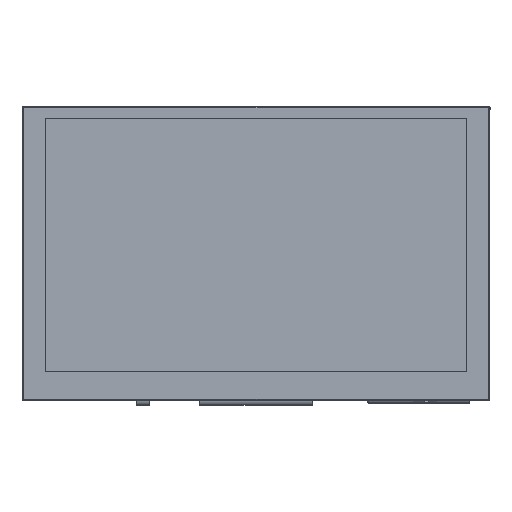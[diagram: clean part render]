
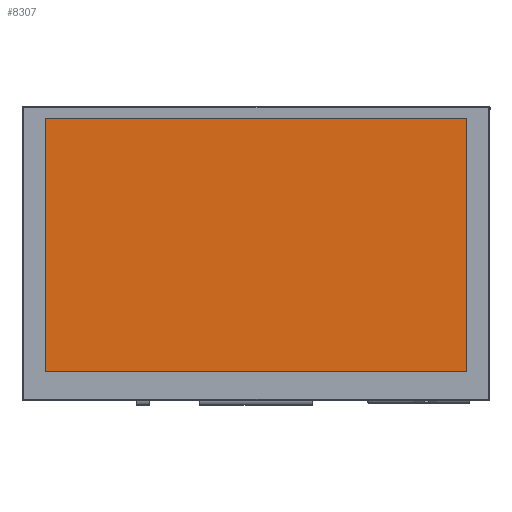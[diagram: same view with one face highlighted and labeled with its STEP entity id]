
A CAD part, top view. The second image highlights one B-rep face of the part: STEP entity #8307.
In plain terms, the highlighted planar face has unit normal (0, 0, 1).
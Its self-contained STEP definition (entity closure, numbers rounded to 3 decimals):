
#465=PLANE('',#9012);
#862=FACE_OUTER_BOUND('',#1292,.T.);
#1292=EDGE_LOOP('',(#7111,#7112,#7113,#7114));
#2128=LINE('',#12882,#3190);
#2132=LINE('',#12890,#3194);
#2135=LINE('',#12896,#3197);
#2138=LINE('',#12901,#3200);
#3190=VECTOR('',#10551,10.);
#3194=VECTOR('',#10557,10.);
#3197=VECTOR('',#10562,10.);
#3200=VECTOR('',#10567,10.);
#4163=VERTEX_POINT('',#12880);
#4164=VERTEX_POINT('',#12881);
#4167=VERTEX_POINT('',#12889);
#4169=VERTEX_POINT('',#12895);
#5188=EDGE_CURVE('',#4163,#4164,#2128,.T.);
#5192=EDGE_CURVE('',#4164,#4167,#2132,.T.);
#5195=EDGE_CURVE('',#4167,#4169,#2135,.T.);
#5198=EDGE_CURVE('',#4169,#4163,#2138,.T.);
#7111=ORIENTED_EDGE('',*,*,#5198,.T.);
#7112=ORIENTED_EDGE('',*,*,#5188,.T.);
#7113=ORIENTED_EDGE('',*,*,#5192,.T.);
#7114=ORIENTED_EDGE('',*,*,#5195,.T.);
#8307=ADVANCED_FACE('',(#862),#465,.T.);
#9012=AXIS2_PLACEMENT_3D('',#12903,#10569,#10570);
#10551=DIRECTION('',(1.,0.,0.));
#10557=DIRECTION('',(0.,1.,0.));
#10562=DIRECTION('',(-1.,0.,0.));
#10567=DIRECTION('',(0.,-1.,0.));
#10569=DIRECTION('center_axis',(0.,0.,1.));
#10570=DIRECTION('ref_axis',(1.,0.,0.));
#12880=CARTESIAN_POINT('',(-54.3,-32.7,1.1));
#12881=CARTESIAN_POINT('',(54.3,-32.7,1.1));
#12882=CARTESIAN_POINT('',(-54.3,-32.7,1.1));
#12889=CARTESIAN_POINT('',(54.3,32.7,1.1));
#12890=CARTESIAN_POINT('',(54.3,-32.7,1.1));
#12895=CARTESIAN_POINT('',(-54.3,32.7,1.1));
#12896=CARTESIAN_POINT('',(54.3,32.7,1.1));
#12901=CARTESIAN_POINT('',(-54.3,32.7,1.1));
#12903=CARTESIAN_POINT('Origin',(0.,0.,
1.1));
